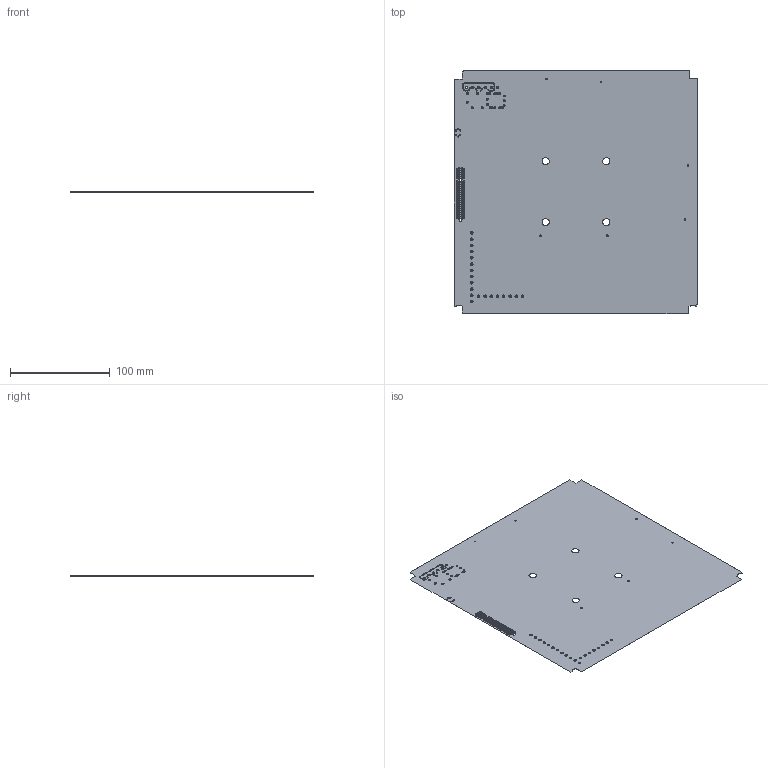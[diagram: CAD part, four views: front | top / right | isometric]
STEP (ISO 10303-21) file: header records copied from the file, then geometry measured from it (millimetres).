
FILE_DESCRIPTION(('STEP AP214'),'1');
FILE_NAME('pcb_04_GND.stp','2024-08-25T18:49:01',(' '),(' '),'Spatial InterOp 3D',' ',' ');
FILE_SCHEMA(('AUTOMOTIVE_DESIGN { 1 0 10303 214 1 1 1 1 }'));
Length unit declared in the file: millimetre
Products named in the file (15): 04_GND (140 bodies); 04_GND_Model_8_Inst; 04_GND_Model_7(34); 04_GND_Model_7_Inst; 04_GND_Model_6(4); 04_GND_Model_6_Inst; 04_GND_Model_5(61); 04_GND_Model_5_Inst; 04_GND_Model_4(7); 04_GND_Model_4_Inst; 04_GND_Model_3(6); 04_GND_Model_3_Inst; 04_GND_Model_2_Inst; 04_GND_Model_1(26); 04_GND_Model_1_Inst
Assembly tree (146 placements, depth 3):
  04_GND (140 bodies)
    04_GND_Model_8_Inst
    04_GND_Model_7(34)
      04_GND_Model_7_Inst  x34
    04_GND_Model_6(4)
      04_GND_Model_6_Inst  x4
    04_GND_Model_5(61)
      04_GND_Model_5_Inst  x61
    04_GND_Model_4(7)
      04_GND_Model_4_Inst  x7
    04_GND_Model_3(6)
      04_GND_Model_3_Inst  x6
    04_GND_Model_2_Inst
    04_GND_Model_1(26)
      04_GND_Model_1_Inst  x26
Bounding box: 243.82 x 243.82 x 0.04 mm (x, y, z)
Volume: 2055.9 mm3; surface area: 117594.5 mm2
Topology: 140 solids, 140 shells, 1994 faces, 5142 edges, 3428 vertices
Faces by surface type: cylinder 1334, plane 660
Entity records: 43882 total; most frequent: DIRECTION 7880, CARTESIAN_POINT 7285, ORIENTED_EDGE 7116, EDGE_CURVE 3558, AXIS2_PLACEMENT_3D 2967, VERTEX_POINT 2372, LINE 1946, VECTOR 1946
